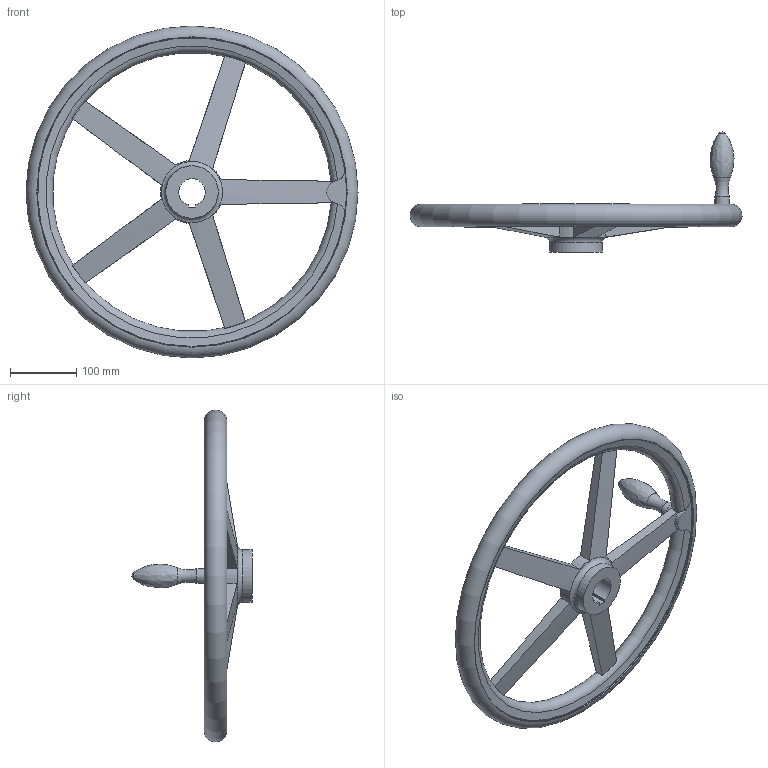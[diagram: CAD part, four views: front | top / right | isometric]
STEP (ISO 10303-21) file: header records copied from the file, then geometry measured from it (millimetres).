
FILE_DESCRIPTION( ( 'STEP AP214' ), '1' );
FILE_NAME( 'K0160.3500X40.stp', '2020-11-26T10:10:38', ( '' ), ( '' ), ' ', 'PARTsolutions', ' ' );
FILE_SCHEMA( ( 'AUTOMOTIVE_DESIGN { 1 0 10303 214 1 1 1 1 }' ) );
Length unit declared in the file: millimetre
Products named in the file (1): _K0160.3500X40
Bounding box: 499.91 x 180.94 x 499.91 mm (x, y, z)
Volume: 2138070.1 mm3; surface area: 289263.4 mm2
Topology: 1 solids, 1 shells, 63 faces, 189 edges, 122 vertices
Faces by surface type: torus 21, cylinder 19, plane 17, cone 4, bspline 1, sphere 1
Full cylindrical faces by diameter (mm): 22 x1, 79 x2, 466 x2
Entity records: 3085 total; most frequent: CARTESIAN_POINT 1033, ORIENTED_EDGE 332, DIRECTION 288, EDGE_CURVE 166, AXIS2_PLACEMENT_3D 131, VERTEX_POINT 118, EDGE_LOOP 86, FACE_OUTER_BOUND 77
